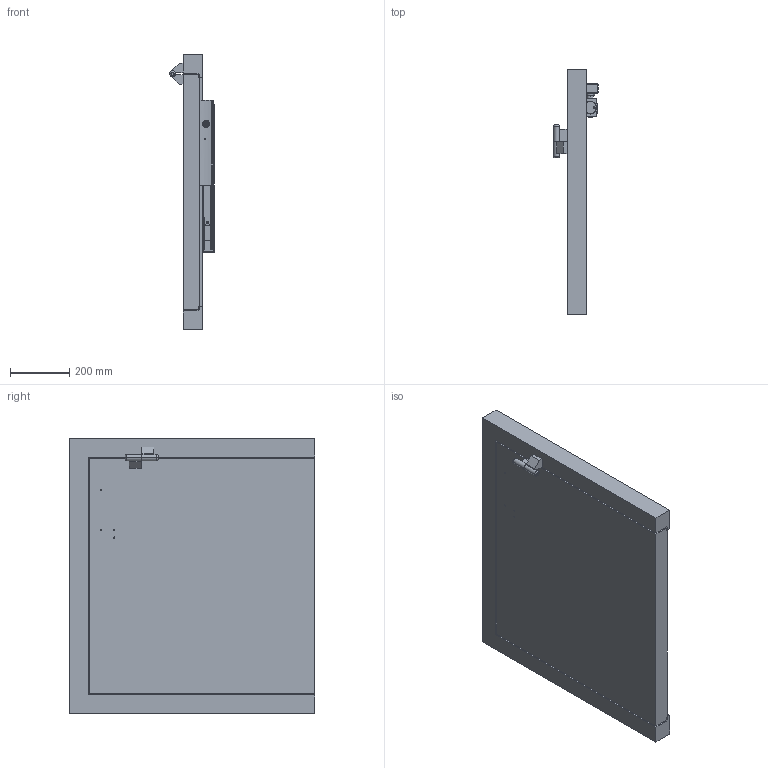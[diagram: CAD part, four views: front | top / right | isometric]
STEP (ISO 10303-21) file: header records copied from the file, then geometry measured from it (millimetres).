
FILE_DESCRIPTION(('CoCreate Modeling STEP Export'),'2;1');
FILE_NAME('TS5000-L-E-20540-K-002_O_Montageplatte.stp','2011-04-26T14:32:11',(''),(''),'CoCreate Modeling STEP processor for AP214 (Solid Model)','CoCreate Modeling 17.0B 09-Oct-2010 (C) Parametric Technology GmbH','');
FILE_SCHEMA(('AUTOMOTIVE_DESIGN { 1 0 10303 214 1 1 1 1 }'));
Length unit declared in the file: millimetre
Products named in the file (17): Rahmen; Band; Türblatt; Band.1; Holztür_Schliesser_TS5000_1flg; 20525-2-0211; 20540-2-0309; 20540-2-0310; 20540-2-0298; Spannscheibe_DIN_6796-5-FST.2; 20540-1-0147_Schraubenzubehoer_E-Gleitschiene_u_BG.1.1; Schraube_DIN912_M6x45_Tuflok_Mat_057153.1; 20520-2-2170.1; 20510-2-2036_EZ1.1; TS5000; 20540-0_E-Gleitschiene; TS5000-L-E-20540-K-002
Assembly tree (17 placements, depth 4):
  TS5000-L-E-20540-K-002
    20540-0_E-Gleitschiene
      TS5000
        20510-2-2036_EZ1.1
        20520-2-2170.1
      Schraube_DIN912_M6x45_Tuflok_Mat_057153.1
      20540-1-0147_Schraubenzubehoer_E-Gleitschiene_u_BG.1.1
        Spannscheibe_DIN_6796-5-FST.2  x2
      20540-2-0298
      20540-2-0310
      20540-2-0309
      20525-2-0211
    Holztür_Schliesser_TS5000_1flg
      Band.1
      Türblatt
      Band
      Rahmen
Bounding box: 151.33 x 830 x 928 mm (x, y, z)
Volume: 44924600.1 mm3; surface area: 2433482 mm2
Topology: 13 solids, 14 shells, 1011 faces, 2761 edges, 1806 vertices
Faces by surface type: plane 428, cylinder 282, extrusion 174, cone 73, torus 26, bspline 24, sphere 4
Entity records: 43883 total; most frequent: CARTESIAN_POINT 19093, ORIENTED_EDGE 5482, DIRECTION 4154, EDGE_CURVE 2741, VERTEX_POINT 1799, VECTOR 1648, LINE 1474, AXIS2_PLACEMENT_3D 1253
